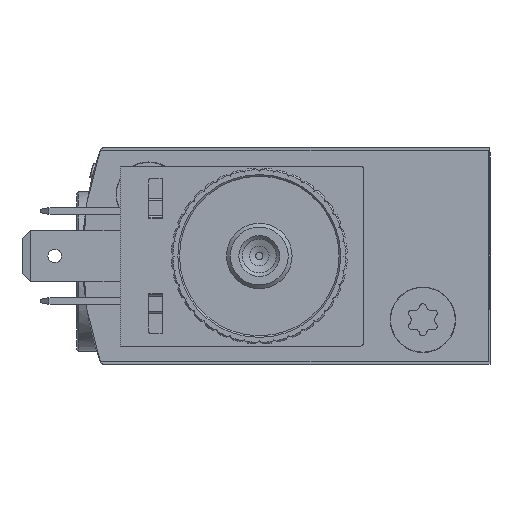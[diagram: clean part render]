
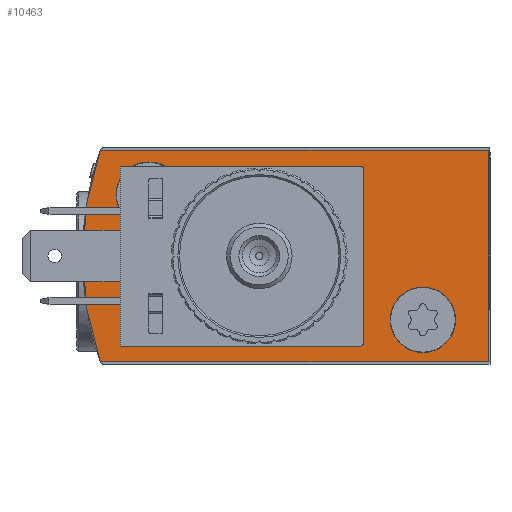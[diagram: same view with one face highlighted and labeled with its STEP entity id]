
A CAD part, left-side view. The second image highlights one B-rep face of the part: STEP entity #10463.
In plain terms, the highlighted planar face has unit normal (-1, 0, 0).
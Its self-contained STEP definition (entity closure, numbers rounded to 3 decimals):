
#791=LINE('',#17905,#1692);
#794=LINE('',#17913,#1695);
#797=LINE('',#17919,#1698);
#1692=VECTOR('',#14686,1000.);
#1695=VECTOR('',#14693,1000.);
#1698=VECTOR('',#14698,1000.);
#3281=ORIENTED_EDGE('',*,*,#5767,.F.);
#3282=ORIENTED_EDGE('',*,*,#5768,.T.);
#3283=ORIENTED_EDGE('',*,*,#5769,.T.);
#3284=ORIENTED_EDGE('',*,*,#5750,.F.);
#3285=ORIENTED_EDGE('',*,*,#5734,.F.);
#3286=ORIENTED_EDGE('',*,*,#5763,.F.);
#3287=ORIENTED_EDGE('',*,*,#5760,.F.);
#3288=ORIENTED_EDGE('',*,*,#5757,.F.);
#3289=ORIENTED_EDGE('',*,*,#5753,.F.);
#5734=EDGE_CURVE('',#7078,#7079,#7930,.T.);
#5750=EDGE_CURVE('',#7079,#7094,#7938,.T.);
#5753=EDGE_CURVE('',#7094,#7096,#791,.T.);
#5757=EDGE_CURVE('',#7096,#7099,#794,.T.);
#5760=EDGE_CURVE('',#7099,#7101,#797,.T.);
#5763=EDGE_CURVE('',#7101,#7078,#7941,.T.);
#5767=EDGE_CURVE('',#7105,#7105,#7945,.F.);
#5768=EDGE_CURVE('',#7106,#7106,#7946,.T.);
#5769=EDGE_CURVE('',#7107,#7107,#7947,.T.);
#7078=VERTEX_POINT('',#17867);
#7079=VERTEX_POINT('',#17868);
#7094=VERTEX_POINT('',#17900);
#7096=VERTEX_POINT('',#17906);
#7099=VERTEX_POINT('',#17914);
#7101=VERTEX_POINT('',#17920);
#7105=VERTEX_POINT('',#17934);
#7106=VERTEX_POINT('',#17936);
#7107=VERTEX_POINT('',#17938);
#7930=CIRCLE('',#12849,39.5);
#7938=CIRCLE('',#12858,0.2);
#7941=CIRCLE('',#12865,0.2);
#7945=CIRCLE('',#12871,5.);
#7946=CIRCLE('',#12872,4.);
#7947=CIRCLE('',#12873,4.);
#8515=EDGE_LOOP('',(#3281));
#8516=EDGE_LOOP('',(#3282));
#8517=EDGE_LOOP('',(#3283));
#8518=EDGE_LOOP('',(#3284,#3285,#3286,#3287,#3288,#3289));
#9347=FACE_BOUND('',#8515,.T.);
#9348=FACE_BOUND('',#8516,.T.);
#9349=FACE_BOUND('',#8517,.T.);
#9350=FACE_BOUND('',#8518,.T.);
#10035=PLANE('',#12870);
#10463=ADVANCED_FACE('',(#9347,#9348,#9349,#9350),#10035,.F.);
#12849=AXIS2_PLACEMENT_3D('',#17866,#14653,#14654);
#12858=AXIS2_PLACEMENT_3D('',#17899,#14679,#14680);
#12865=AXIS2_PLACEMENT_3D('',#17925,#14703,#14704);
#12870=AXIS2_PLACEMENT_3D('',#17932,#14713,#14714);
#12871=AXIS2_PLACEMENT_3D('',#17933,#14715,#14716);
#12872=AXIS2_PLACEMENT_3D('',#17935,#14717,#14718);
#12873=AXIS2_PLACEMENT_3D('',#17937,#14719,#14720);
#14653=DIRECTION('',(1.,0.,0.));
#14654=DIRECTION('',(0.,0.,-1.));
#14679=DIRECTION('',(1.,0.,0.));
#14680=DIRECTION('',(0.,0.,-1.));
#14686=DIRECTION('',(0.,-1.,0.));
#14693=DIRECTION('',(0.,0.,-1.));
#14698=DIRECTION('',(0.,1.,0.));
#14703=DIRECTION('',(1.,0.,0.));
#14704=DIRECTION('',(0.,0.,-1.));
#14713=DIRECTION('',(1.,0.,0.));
#14714=DIRECTION('',(0.,0.,-1.));
#14715=DIRECTION('',(1.,0.,0.));
#14716=DIRECTION('',(0.,0.,-1.));
#14717=DIRECTION('',(1.,0.,0.));
#14718=DIRECTION('',(0.,0.,-1.));
#14719=DIRECTION('',(1.,0.,0.));
#14720=DIRECTION('',(0.,0.,-1.));
#17866=CARTESIAN_POINT('',(0.,10.3,0.));
#17867=CARTESIAN_POINT('',(0.,47.663,-12.815));
#17868=CARTESIAN_POINT('',(0.,47.663,12.815));
#17899=CARTESIAN_POINT('',(0.,47.474,12.75));
#17900=CARTESIAN_POINT('',(0.,47.474,12.95));
#17905=CARTESIAN_POINT('',(0.,47.474,12.95));
#17906=CARTESIAN_POINT('',(0.,0.2,12.95));
#17913=CARTESIAN_POINT('',(0.,0.2,12.95));
#17914=CARTESIAN_POINT('',(0.,0.2,-12.95));
#17919=CARTESIAN_POINT('',(0.,0.2,-12.95));
#17920=CARTESIAN_POINT('',(0.,47.474,-12.95));
#17925=CARTESIAN_POINT('',(0.,47.474,-12.75));
#17932=CARTESIAN_POINT('',(0.,47.474,12.75));
#17933=CARTESIAN_POINT('',(0.,28.2,0.));
#17934=CARTESIAN_POINT('',(0.,28.2,-5.));
#17935=CARTESIAN_POINT('',(0.,41.7,7.5));
#17936=CARTESIAN_POINT('',(0.,41.7,3.5));
#17937=CARTESIAN_POINT('',(0.,8.2,-7.8));
#17938=CARTESIAN_POINT('',(0.,8.2,-11.8));
